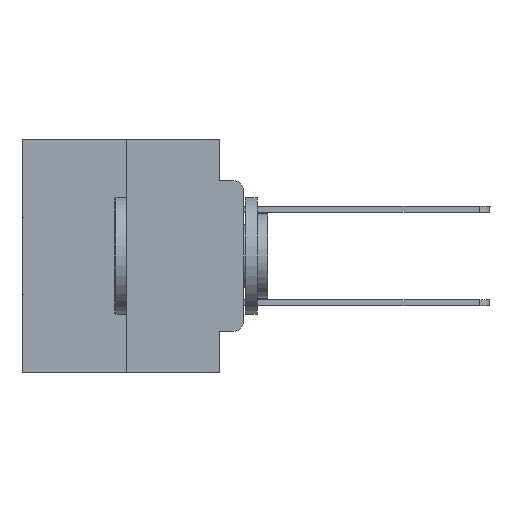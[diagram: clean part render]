
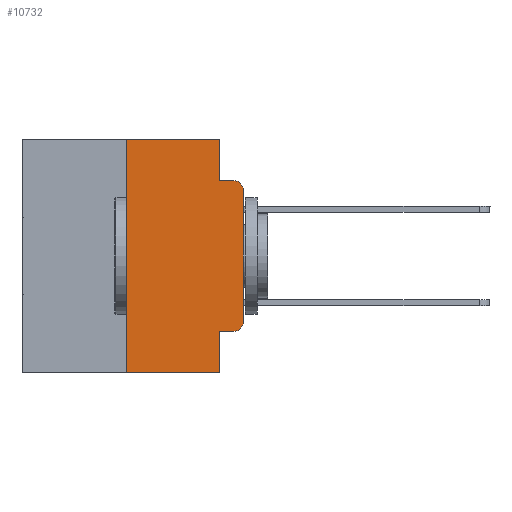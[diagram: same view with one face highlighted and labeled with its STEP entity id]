
A CAD part, left-side view. The second image highlights one B-rep face of the part: STEP entity #10732.
In plain terms, the highlighted planar face has unit normal (-1, 0, 0).
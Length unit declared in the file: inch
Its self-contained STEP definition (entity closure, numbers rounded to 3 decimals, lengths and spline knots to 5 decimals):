
#1016 = VECTOR ( 'NONE', #18742, 39.37008 ) ;
#1906 = EDGE_CURVE ( 'NONE', #28565, #20759, #20237, .T. ) ;
#2209 = ORIENTED_EDGE ( 'NONE', *, *, #27615, .T. ) ;
#2573 = VERTEX_POINT ( 'NONE', #28467 ) ;
#2772 = FACE_OUTER_BOUND ( 'NONE', #6017, .T. ) ;
#2939 = AXIS2_PLACEMENT_3D ( 'NONE', #25982, #28356, #14071 ) ;
#3143 = EDGE_CURVE ( 'NONE', #4744, #2573, #17946, .T. ) ;
#3764 = ORIENTED_EDGE ( 'NONE', *, *, #1906, .F. ) ;
#4073 = CARTESIAN_POINT ( 'NONE',  ( 0., 0.25, 0. ) ) ;
#4744 = VERTEX_POINT ( 'NONE', #25455 ) ;
#5190 = EDGE_CURVE ( 'NONE', #20759, #10350, #11837, .T. ) ;
#5550 = CARTESIAN_POINT ( 'NONE',  ( 0., 0.051, -0.0885 ) ) ;
#6017 = EDGE_LOOP ( 'NONE', ( #2209, #27710, #9413, #3764, #29202, #18010, #6026, #26619, #15422, #28096 ) ) ;
#6026 = ORIENTED_EDGE ( 'NONE', *, *, #26679, .T. ) ;
#6145 = CARTESIAN_POINT ( 'NONE',  ( 0., 0.02, -0.1085 ) ) ;
#6494 = DIRECTION ( 'NONE',  ( 0., 0., 1. ) ) ;
#7589 = CARTESIAN_POINT ( 'NONE',  ( 0., 0.02, -0.3915 ) ) ;
#7831 = CARTESIAN_POINT ( 'NONE',  ( 0., 0.051, 0. ) ) ;
#8109 = CIRCLE ( 'NONE', #9574, 0.02 ) ;
#8260 = CARTESIAN_POINT ( 'NONE',  ( 0., 0.051, 0. ) ) ;
#8592 = DIRECTION ( 'NONE',  ( 0., 0., -1. ) ) ;
#8751 = EDGE_CURVE ( 'NONE', #27773, #28565, #17486, .T. ) ;
#8785 = DIRECTION ( 'NONE',  ( 0., -1., 0. ) ) ;
#8808 = CIRCLE ( 'NONE', #24303, 0.02 ) ;
#8941 = CARTESIAN_POINT ( 'NONE',  ( 0., 0.051, -0.4115 ) ) ;
#9413 = ORIENTED_EDGE ( 'NONE', *, *, #5190, .F. ) ;
#9574 = AXIS2_PLACEMENT_3D ( 'NONE', #6145, #22904, #8592 ) ;
#9941 = CARTESIAN_POINT ( 'NONE',  ( 0., 0.25, -0.5 ) ) ;
#9986 = DIRECTION ( 'NONE',  ( 0., 0., -1. ) ) ;
#10017 = EDGE_CURVE ( 'NONE', #17972, #10350, #8109, .T. ) ;
#10350 = VERTEX_POINT ( 'NONE', #13843 ) ;
#10393 = DIRECTION ( 'NONE',  ( 0., -1., 0. ) ) ;
#10732 = ADVANCED_FACE ( 'NONE', ( #2772 ), #23587, .F. ) ;
#11599 = VECTOR ( 'NONE', #8785, 39.37008 ) ;
#11837 = LINE ( 'NONE', #5550, #18193 ) ;
#11975 = CARTESIAN_POINT ( 'NONE',  ( 0., 0.473, -0.5 ) ) ;
#13262 = CARTESIAN_POINT ( 'NONE',  ( 0., 0.051, -0.0885 ) ) ;
#13843 = CARTESIAN_POINT ( 'NONE',  ( 0., 0.02, -0.0885 ) ) ;
#14071 = DIRECTION ( 'NONE',  ( 0., 0., -1. ) ) ;
#14143 = DIRECTION ( 'NONE',  ( 0., 0., 1. ) ) ;
#15371 = VECTOR ( 'NONE', #14143, 39.37008 ) ;
#15422 = ORIENTED_EDGE ( 'NONE', *, *, #3143, .T. ) ;
#15886 = VECTOR ( 'NONE', #6494, 39.37008 ) ;
#16473 = VERTEX_POINT ( 'NONE', #18856 ) ;
#16567 = CARTESIAN_POINT ( 'NONE',  ( 0., 0., 0. ) ) ;
#16613 = EDGE_CURVE ( 'NONE', #2573, #16473, #8808, .T. ) ;
#16617 = LINE ( 'NONE', #7831, #28541 ) ;
#16619 = LINE ( 'NONE', #4073, #15886 ) ;
#16687 = VERTEX_POINT ( 'NONE', #24494 ) ;
#17017 = EDGE_CURVE ( 'NONE', #21622, #27773, #16619, .T. ) ;
#17345 = LINE ( 'NONE', #11975, #22955 ) ;
#17486 = LINE ( 'NONE', #26570, #29399 ) ;
#17946 = LINE ( 'NONE', #8941, #11599 ) ;
#17972 = VERTEX_POINT ( 'NONE', #29100 ) ;
#18010 = ORIENTED_EDGE ( 'NONE', *, *, #17017, .F. ) ;
#18193 = VECTOR ( 'NONE', #10393, 39.37008 ) ;
#18262 = CARTESIAN_POINT ( 'NONE',  ( 0., 0.051, 0. ) ) ;
#18742 = DIRECTION ( 'NONE',  ( 0., 0., -1. ) ) ;
#18856 = CARTESIAN_POINT ( 'NONE',  ( 0., 0., -0.3915 ) ) ;
#19482 = CARTESIAN_POINT ( 'NONE',  ( 0., 0.25, 0. ) ) ;
#20237 = LINE ( 'NONE', #18262, #1016 ) ;
#20759 = VERTEX_POINT ( 'NONE', #13262 ) ;
#21622 = VERTEX_POINT ( 'NONE', #9941 ) ;
#22904 = DIRECTION ( 'NONE',  ( -1., 0., 0. ) ) ;
#22955 = VECTOR ( 'NONE', #31001, 39.37008 ) ;
#23587 = PLANE ( 'NONE',  #2939 ) ;
#24282 = DIRECTION ( 'NONE',  ( -1., 0., 0. ) ) ;
#24303 = AXIS2_PLACEMENT_3D ( 'NONE', #7589, #24282, #9986 ) ;
#24435 = DIRECTION ( 'NONE',  ( 0., 0., -1. ) ) ;
#24494 = CARTESIAN_POINT ( 'NONE',  ( 0., 0.051, -0.5 ) ) ;
#25455 = CARTESIAN_POINT ( 'NONE',  ( 0., 0.051, -0.4115 ) ) ;
#25982 = CARTESIAN_POINT ( 'NONE',  ( 0., 0.473, 0. ) ) ;
#26215 = EDGE_CURVE ( 'NONE', #4744, #16687, #16617, .T. ) ;
#26570 = CARTESIAN_POINT ( 'NONE',  ( 0., 0.473, 0. ) ) ;
#26619 = ORIENTED_EDGE ( 'NONE', *, *, #26215, .F. ) ;
#26679 = EDGE_CURVE ( 'NONE', #21622, #16687, #17345, .T. ) ;
#27615 = EDGE_CURVE ( 'NONE', #16473, #17972, #28048, .T. ) ;
#27710 = ORIENTED_EDGE ( 'NONE', *, *, #10017, .T. ) ;
#27773 = VERTEX_POINT ( 'NONE', #19482 ) ;
#28048 = LINE ( 'NONE', #16567, #15371 ) ;
#28096 = ORIENTED_EDGE ( 'NONE', *, *, #16613, .T. ) ;
#28356 = DIRECTION ( 'NONE',  ( 1., 0., 0. ) ) ;
#28467 = CARTESIAN_POINT ( 'NONE',  ( 0., 0.02, -0.4115 ) ) ;
#28541 = VECTOR ( 'NONE', #24435, 39.37008 ) ;
#28565 = VERTEX_POINT ( 'NONE', #8260 ) ;
#28941 = DIRECTION ( 'NONE',  ( 0., -1., 0. ) ) ;
#29100 = CARTESIAN_POINT ( 'NONE',  ( 0., 0., -0.1085 ) ) ;
#29202 = ORIENTED_EDGE ( 'NONE', *, *, #8751, .F. ) ;
#29399 = VECTOR ( 'NONE', #28941, 39.37008 ) ;
#31001 = DIRECTION ( 'NONE',  ( 0., -1., 0. ) ) ;
